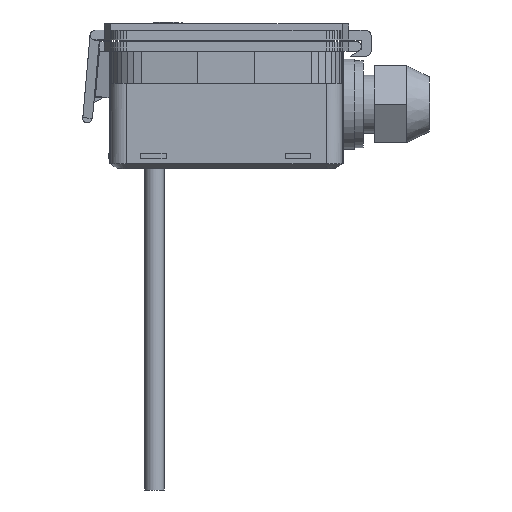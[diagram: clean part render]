
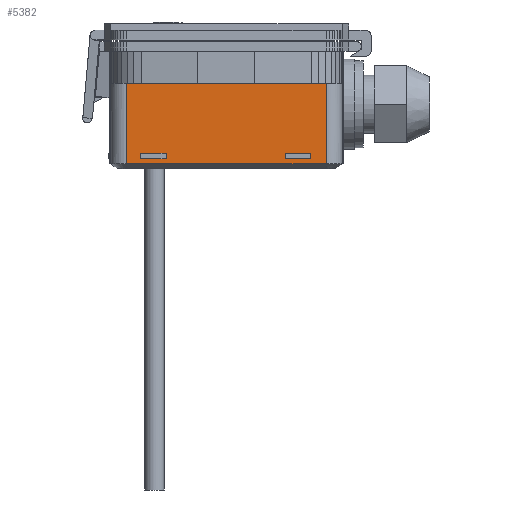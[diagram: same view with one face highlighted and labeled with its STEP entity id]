
A CAD part, front view. The second image highlights one B-rep face of the part: STEP entity #5382.
In plain terms, the highlighted planar face has unit normal (0, -1, 0).
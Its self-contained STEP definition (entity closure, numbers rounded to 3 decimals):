
#2650=EDGE_CURVE('',#3370,#4208,#7859,.T.);
#2694=VERTEX_POINT('',#7906);
#2764=EDGE_CURVE('',#7140,#2694,#7985,.T.);
#3166=EDGE_CURVE('',#3218,#6312,#8433,.T.);
#3218=VERTEX_POINT('',#8490);
#3278=EDGE_CURVE('',#4070,#2694,#8552,.T.);
#3370=VERTEX_POINT('',#8652);
#3606=EDGE_CURVE('',#5274,#6138,#8906,.T.);
#3754=EDGE_CURVE('',#3858,#4070,#9066,.T.);
#3766=EDGE_CURVE('',#3218,#4710,#9078,.T.);
#3858=VERTEX_POINT('',#9191);
#4070=VERTEX_POINT('',#9427);
#4208=VERTEX_POINT('',#9575);
#4424=EDGE_CURVE('',#4710,#7160,#9809,.T.);
#4710=VERTEX_POINT('',#10116);
#5192=EDGE_CURVE('',#4208,#5274,#10642,.T.);
#5274=VERTEX_POINT('',#10732);
#5382=ADVANCED_FACE('',(#10849,#10850,#10851),#10852,.F.);
#5766=EDGE_CURVE('',#3370,#6138,#11276,.T.);
#6138=VERTEX_POINT('',#11690);
#6312=VERTEX_POINT('',#11887);
#6342=EDGE_CURVE('',#7160,#6312,#11920,.T.);
#6372=EDGE_CURVE('',#7140,#3858,#11950,.T.);
#7140=VERTEX_POINT('',#12795);
#7160=VERTEX_POINT('',#12815);
#7859=LINE('',#13579,#13580);
#7906=CARTESIAN_POINT('',(3.65,-26.0,3.0));
#7985=LINE('',#13757,#13758);
#8433=LINE('',#14386,#14387);
#8490=CARTESIAN_POINT('',(-8.6,-26.0,26.5));
#8552=LINE('',#14559,#14560);
#8652=CARTESIAN_POINT('',(48.65,-26.0,4.8));
#8906=LINE('',#15081,#15082);
#9066=LINE('',#15311,#15312);
#9078=LINE('',#15328,#15329);
#9191=CARTESIAN_POINT('',(-4.35,-26.0,4.8));
#9427=CARTESIAN_POINT('',(-4.35,-26.0,3.0));
#9575=CARTESIAN_POINT('',(40.65,-26.0,4.8));
#9809=LINE('',#16354,#16355);
#10116=CARTESIAN_POINT('',(53.4,-26.0,26.5));
#10642=LINE('',#17553,#17554);
#10732=CARTESIAN_POINT('',(40.65,-26.0,3.0));
#10849=FACE_OUTER_BOUND('',#17843,.T.);
#10850=FACE_BOUND('',#17844,.T.);
#10851=FACE_BOUND('',#17845,.T.);
#10852=PLANE('',#17846);
#11276=LINE('',#18432,#18433);
#11690=CARTESIAN_POINT('',(48.65,-26.0,3.0));
#11887=CARTESIAN_POINT('',(-8.6,-26.0,1.5));
#11920=LINE('',#19333,#19334);
#11950=LINE('',#19384,#19385);
#12795=CARTESIAN_POINT('',(3.65,-26.0,4.8));
#12815=CARTESIAN_POINT('',(53.4,-26.0,1.5));
#13579=CARTESIAN_POINT('',(44.65,-26.0,4.8));
#13580=VECTOR('',#21637,1.0);
#13757=CARTESIAN_POINT('',(3.65,-26.0,3.9));
#13758=VECTOR('',#21803,1.0);
#14386=CARTESIAN_POINT('',(-8.6,-26.0,14.0));
#14387=VECTOR('',#22311,1.0);
#14559=CARTESIAN_POINT('',(-0.35,-26.0,3.0));
#14560=VECTOR('',#22404,1.0);
#15081=CARTESIAN_POINT('',(44.65,-26.0,3.0));
#15082=VECTOR('',#22731,1.0);
#15311=CARTESIAN_POINT('',(-4.35,-26.0,3.9));
#15312=VECTOR('',#22868,1.0);
#15328=CARTESIAN_POINT('',(22.4,-26.0,26.5));
#15329=VECTOR('',#22873,1.0);
#16354=CARTESIAN_POINT('',(53.4,-26.0,14.0));
#16355=VECTOR('',#23792,1.0);
#17553=CARTESIAN_POINT('',(40.65,-26.0,3.9));
#17554=VECTOR('',#24611,1.0);
#17843=EDGE_LOOP('',(#24811,#24812,#24813,#24814));
#17844=EDGE_LOOP('',(#24815,#24816,#24817,#24818));
#17845=EDGE_LOOP('',(#24819,#24820,#24821,#24822));
#17846=AXIS2_PLACEMENT_3D('',#24823,#24824,#24825);
#18432=CARTESIAN_POINT('',(48.65,-26.0,3.9));
#18433=VECTOR('',#25334,1.0);
#19333=CARTESIAN_POINT('',(53.4,-26.0,1.5));
#19334=VECTOR('',#26096,1.0);
#19384=CARTESIAN_POINT('',(-0.35,-26.0,4.8));
#19385=VECTOR('',#26109,1.0);
#21637=DIRECTION('',(-1.0,0.0,0.0));
#21803=DIRECTION('',(0.0,0.0,-1.0));
#22311=DIRECTION('',(0.0,0.0,-1.0));
#22404=DIRECTION('',(1.0,0.0,0.0));
#22731=DIRECTION('',(1.0,0.0,0.0));
#22868=DIRECTION('',(0.0,0.0,-1.0));
#22873=DIRECTION('',(1.0,0.0,0.0));
#23792=DIRECTION('',(0.0,0.0,-1.0));
#24611=DIRECTION('',(0.0,0.0,-1.0));
#24811=ORIENTED_EDGE('',*,*,#3166,.T.);
#24812=ORIENTED_EDGE('',*,*,#6342,.F.);
#24813=ORIENTED_EDGE('',*,*,#4424,.F.);
#24814=ORIENTED_EDGE('',*,*,#3766,.F.);
#24815=ORIENTED_EDGE('',*,*,#3606,.F.);
#24816=ORIENTED_EDGE('',*,*,#5192,.F.);
#24817=ORIENTED_EDGE('',*,*,#2650,.F.);
#24818=ORIENTED_EDGE('',*,*,#5766,.T.);
#24819=ORIENTED_EDGE('',*,*,#3278,.F.);
#24820=ORIENTED_EDGE('',*,*,#3754,.F.);
#24821=ORIENTED_EDGE('',*,*,#6372,.F.);
#24822=ORIENTED_EDGE('',*,*,#2764,.T.);
#24823=CARTESIAN_POINT('',(22.4,-26.0,14.0));
#24824=DIRECTION('',(0.0,1.0,0.0));
#24825=DIRECTION('',(0.0,0.0,1.0));
#25334=DIRECTION('',(0.0,0.0,-1.0));
#26096=DIRECTION('',(-1.0,0.0,0.0));
#26109=DIRECTION('',(-1.0,0.0,0.0));
